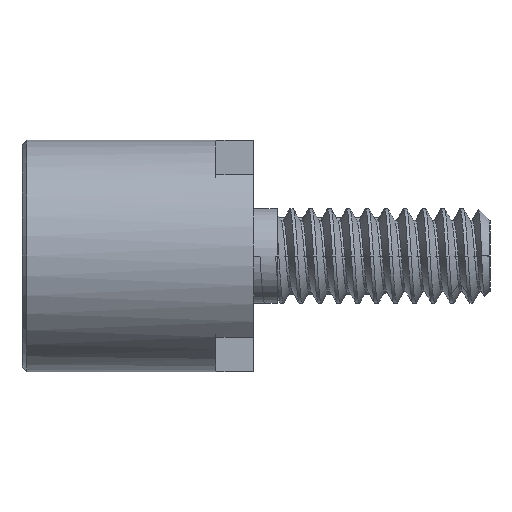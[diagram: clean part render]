
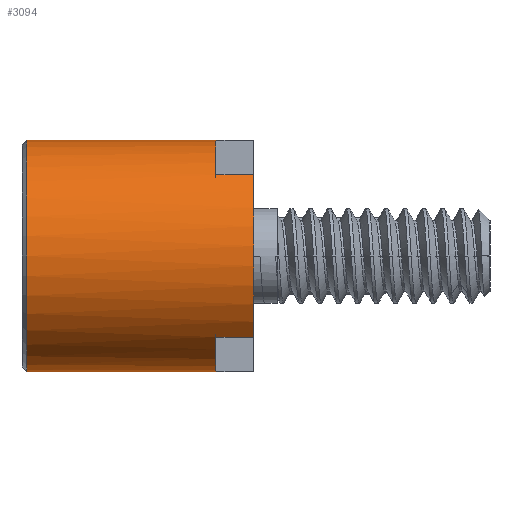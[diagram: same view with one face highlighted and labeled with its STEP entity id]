
A CAD part, left-side view. The second image highlights one B-rep face of the part: STEP entity #3094.
In plain terms, the highlighted cylindrical face has radius 2.45 mm (diameter 4.9 mm), a partial arc.
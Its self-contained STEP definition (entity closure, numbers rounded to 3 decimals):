
#686=DIRECTION('',(0.,1.,0.));
#687=VECTOR('',#686,4.);
#688=CARTESIAN_POINT('',(-5.15,-1.1,-2.45));
#689=LINE('',#688,#687);
#1173=CARTESIAN_POINT('',(-5.15,-1.9,0.));
#1174=DIRECTION('',(0.,-1.,0.));
#1175=DIRECTION('',(-0.714,0.,0.7));
#1176=AXIS2_PLACEMENT_3D('',#1173,#1174,#1175);
#1224=CARTESIAN_POINT('',(-5.15,2.9,0.));
#1225=DIRECTION('',(0.,1.,0.));
#1226=DIRECTION('',(0.,0.,-1.));
#1227=AXIS2_PLACEMENT_3D('',#1224,#1225,#1226);
#1232=DIRECTION('',(0.,1.,0.));
#1233=VECTOR('',#1232,4.);
#1234=CARTESIAN_POINT('',(-5.15,-1.1,2.45));
#1235=LINE('',#1234,#1233);
#1239=CARTESIAN_POINT('',(-5.15,-1.1,0.));
#1240=DIRECTION('',(0.,-1.,0.));
#1241=DIRECTION('',(0.,0.,1.));
#1242=AXIS2_PLACEMENT_3D('',#1239,#1240,#1241);
#1247=DIRECTION('',(0.,-1.,0.));
#1248=VECTOR('',#1247,0.8);
#1249=CARTESIAN_POINT('',(-6.9,-1.1,1.715));
#1250=LINE('',#1249,#1248);
#1254=DIRECTION('',(0.,-1.,0.));
#1255=VECTOR('',#1254,0.8);
#1256=CARTESIAN_POINT('',(-6.9,-1.1,-1.715));
#1257=LINE('',#1256,#1255);
#1261=CARTESIAN_POINT('',(-5.15,-1.1,0.));
#1262=DIRECTION('',(0.,-1.,0.));
#1263=DIRECTION('',(-0.714,0.,-0.7));
#1264=AXIS2_PLACEMENT_3D('',#1261,#1262,#1263);
#1970=CARTESIAN_POINT('',(-6.9,-1.9,1.715));
#1971=CARTESIAN_POINT('',(-6.9,-1.9,-1.715));
#1972=VERTEX_POINT('',#1970);
#1973=VERTEX_POINT('',#1971);
#1978=CARTESIAN_POINT('',(-5.15,-1.1,2.45));
#1980=VERTEX_POINT('',#1978);
#1991=CARTESIAN_POINT('',(-5.15,-1.1,-2.45));
#1993=VERTEX_POINT('',#1991);
#1998=CARTESIAN_POINT('',(-6.9,-1.1,1.715));
#1999=VERTEX_POINT('',#1998);
#2000=CARTESIAN_POINT('',(-6.9,-1.1,-1.715));
#2001=VERTEX_POINT('',#2000);
#2118=CARTESIAN_POINT('',(-5.15,2.9,-2.45));
#2119=CARTESIAN_POINT('',(-5.15,2.9,2.45));
#2120=VERTEX_POINT('',#2118);
#2121=VERTEX_POINT('',#2119);
#3078=CARTESIAN_POINT('',(-5.15,-1.9,0.));
#3079=DIRECTION('',(0.,-1.,0.));
#3080=DIRECTION('',(1.,0.,0.));
#3081=AXIS2_PLACEMENT_3D('',#3078,#3079,#3080);
#3082=CYLINDRICAL_SURFACE('',#3081,2.45);
#3084=ORIENTED_EDGE('',*,*,#3083,.T.);
#3085=ORIENTED_EDGE('',*,*,#2950,.F.);
#3086=ORIENTED_EDGE('',*,*,#2890,.T.);
#3087=ORIENTED_EDGE('',*,*,#3070,.T.);
#3088=ORIENTED_EDGE('',*,*,#3021,.T.);
#3089=ORIENTED_EDGE('',*,*,#3073,.F.);
#3090=ORIENTED_EDGE('',*,*,#2886,.T.);
#3091=ORIENTED_EDGE('',*,*,#2711,.T.);
#3092=EDGE_LOOP('',(#3084,#3085,#3086,#3087,#3088,#3089,#3090,#3091));
#3093=FACE_OUTER_BOUND('',#3092,.F.);
#3094=ADVANCED_FACE('',(#3093),#3082,.T.);
#1177=CIRCLE('',#1176,2.45);
#1228=CIRCLE('',#1227,2.45);
#1243=CIRCLE('',#1242,2.45);
#1265=CIRCLE('',#1264,2.45);
#2711=EDGE_CURVE('',#1993,#2120,#689,.T.);
#2886=EDGE_CURVE('',#2001,#1993,#1265,.T.);
#2890=EDGE_CURVE('',#1980,#1999,#1243,.T.);
#2950=EDGE_CURVE('',#1980,#2121,#1235,.T.);
#3021=EDGE_CURVE('',#1972,#1973,#1177,.T.);
#3070=EDGE_CURVE('',#1999,#1972,#1250,.T.);
#3073=EDGE_CURVE('',#2001,#1973,#1257,.T.);
#3083=EDGE_CURVE('',#2120,#2121,#1228,.T.);
